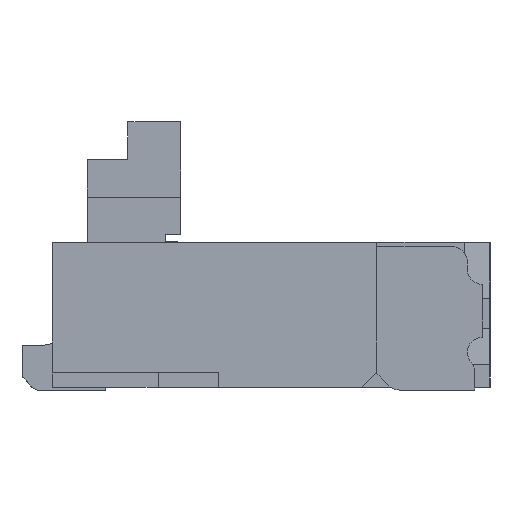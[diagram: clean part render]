
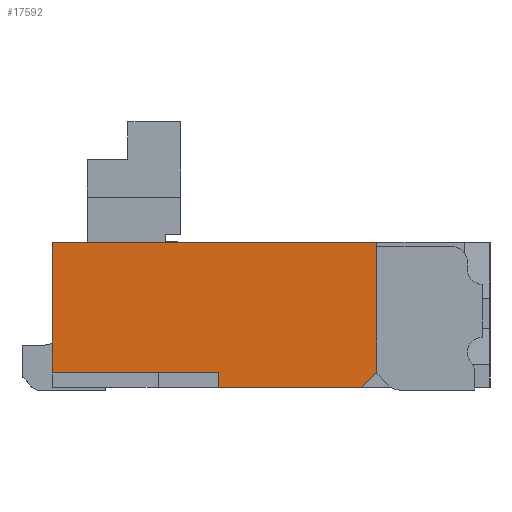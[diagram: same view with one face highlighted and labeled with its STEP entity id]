
A CAD part, left-side view. The second image highlights one B-rep face of the part: STEP entity #17592.
In plain terms, the highlighted planar face has unit normal (-1, 0, 0).
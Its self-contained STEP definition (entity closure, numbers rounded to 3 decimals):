
#2058=ORIENTED_EDGE('',*,*,#6789,.T.);
#2059=ORIENTED_EDGE('',*,*,#6779,.T.);
#2060=ORIENTED_EDGE('',*,*,#6136,.F.);
#2061=ORIENTED_EDGE('',*,*,#6884,.T.);
#2062=ORIENTED_EDGE('',*,*,#6749,.F.);
#2063=ORIENTED_EDGE('',*,*,#6756,.T.);
#2064=ORIENTED_EDGE('',*,*,#6699,.T.);
#6136=EDGE_CURVE('',#8762,#8763,#10525,.T.);
#6699=EDGE_CURVE('',#9126,#9125,#11087,.T.);
#6749=EDGE_CURVE('',#9159,#9160,#11136,.T.);
#6756=EDGE_CURVE('',#9159,#9126,#11143,.T.);
#6779=EDGE_CURVE('',#9177,#8763,#11166,.T.);
#6789=EDGE_CURVE('',#9125,#9177,#11176,.T.);
#6884=EDGE_CURVE('',#8762,#9160,#11270,.T.);
#8762=VERTEX_POINT('',#24787);
#8763=VERTEX_POINT('',#24789);
#9125=VERTEX_POINT('',#25854);
#9126=VERTEX_POINT('',#25856);
#9159=VERTEX_POINT('',#25950);
#9160=VERTEX_POINT('',#25952);
#9177=VERTEX_POINT('',#26011);
#10525=LINE('',#24788,#12866);
#11087=LINE('',#25855,#13428);
#11136=LINE('',#25951,#13477);
#11143=LINE('',#25963,#13484);
#11166=LINE('',#26010,#13507);
#11176=LINE('',#26028,#13517);
#11270=LINE('',#26219,#13611);
#12866=VECTOR('',#19818,1000.);
#13428=VECTOR('',#20664,1000.);
#13477=VECTOR('',#20739,1000.);
#13484=VECTOR('',#20754,1000.);
#13507=VECTOR('',#20793,1000.);
#13517=VECTOR('',#20807,1000.);
#13611=VECTOR('',#20977,1000.);
#15109=EDGE_LOOP('',(#2058,#2059,#2060,#2061,#2062,#2063,#2064));
#15996=FACE_BOUND('',#15109,.T.);
#16882=PLANE('',#18506);
#17592=ADVANCED_FACE('',(#15996),#16882,.F.);
#18506=AXIS2_PLACEMENT_3D('',#26218,#20975,#20976);
#19818=DIRECTION('',(0.,-1.,0.));
#20664=DIRECTION('',(0.,-1.,0.));
#20739=DIRECTION('',(0.,1.,0.));
#20754=DIRECTION('',(0.,0.,-1.));
#20793=DIRECTION('',(0.,0.,1.));
#20807=DIRECTION('',(0.,-0.707,0.707));
#20975=DIRECTION('',(1.,0.,0.));
#20976=DIRECTION('',(0.,0.,-1.));
#20977=DIRECTION('',(0.,0.,-1.));
#24787=CARTESIAN_POINT('',(-4.25,1.45,0.48));
#24788=CARTESIAN_POINT('',(-4.25,1.45,0.48));
#24789=CARTESIAN_POINT('',(-4.25,-0.7,0.48));
#25854=CARTESIAN_POINT('',(-4.25,-0.6,-0.48));
#25855=CARTESIAN_POINT('',(-4.25,1.45,-0.48));
#25856=CARTESIAN_POINT('',(-4.25,0.35,-0.48));
#25950=CARTESIAN_POINT('',(-4.25,0.35,-0.38));
#25951=CARTESIAN_POINT('',(-4.25,0.35,-0.38));
#25952=CARTESIAN_POINT('',(-4.25,1.45,-0.38));
#25963=CARTESIAN_POINT('',(-4.25,0.35,-0.38));
#26010=CARTESIAN_POINT('',(-4.25,-0.7,-0.48));
#26011=CARTESIAN_POINT('',(-4.25,-0.7,-0.38));
#26028=CARTESIAN_POINT('',(-4.25,-0.6,-0.48));
#26218=CARTESIAN_POINT('',(-4.25,1.45,0.48));
#26219=CARTESIAN_POINT('',(-4.25,1.45,0.48));
